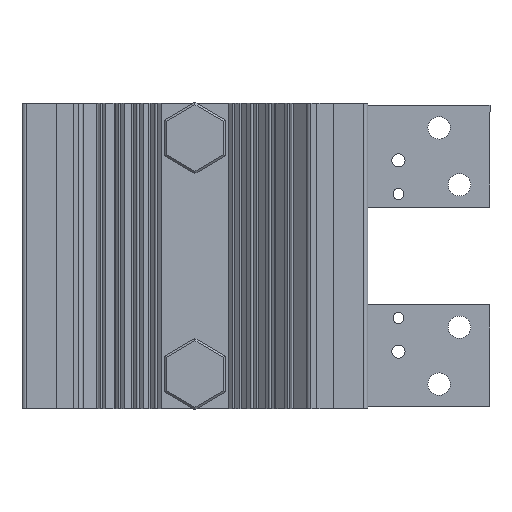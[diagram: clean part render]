
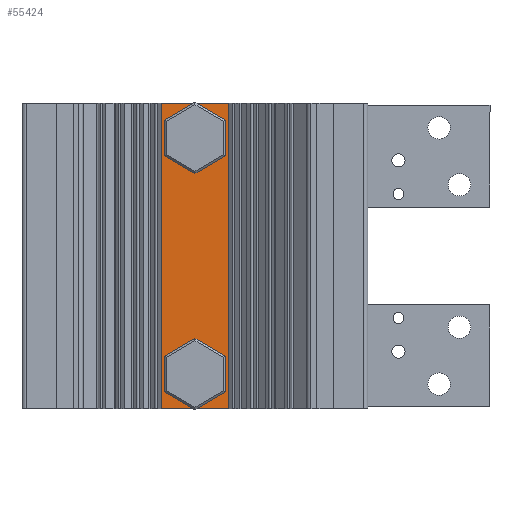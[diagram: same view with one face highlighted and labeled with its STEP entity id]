
A CAD part, front view. The second image highlights one B-rep face of the part: STEP entity #55424.
In plain terms, the highlighted planar face has unit normal (0, -1, 0).
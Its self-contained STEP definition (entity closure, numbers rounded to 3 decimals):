
#527 = AXIS2_PLACEMENT_3D ( 'NONE', #36718, #23789, #42128 ) ;
#835 = DIRECTION ( 'NONE',  ( 0., 0., 1. ) ) ;
#1364 = CARTESIAN_POINT ( 'NONE',  ( -16.537, -19.549, 75. ) ) ;
#2436 = DIRECTION ( 'NONE',  ( 0., 1., 0. ) ) ;
#3386 = DIRECTION ( 'NONE',  ( 1., 0., 0. ) ) ;
#4662 = ORIENTED_EDGE ( 'NONE', *, *, #9789, .T. ) ;
#5236 = DIRECTION ( 'NONE',  ( 0., 1., 0. ) ) ;
#6385 = VERTEX_POINT ( 'NONE', #49220 ) ;
#8839 = CARTESIAN_POINT ( 'NONE',  ( -16.537, -19.549, -75. ) ) ;
#9131 = DIRECTION ( 'NONE',  ( 0., 0., -1. ) ) ;
#9789 = EDGE_CURVE ( 'NONE', #45647, #33120, #15550, .T. ) ;
#11362 = DIRECTION ( 'NONE',  ( 0., 1., 0. ) ) ;
#11969 = LINE ( 'NONE', #28805, #34993 ) ;
#13020 = CARTESIAN_POINT ( 'NONE',  ( 16.537, -19.549, 75. ) ) ;
#13353 = FACE_BOUND ( 'NONE', #23507, .T. ) ;
#13455 = EDGE_LOOP ( 'NONE', ( #4662, #51476, #54985, #46495 ) ) ;
#14815 = AXIS2_PLACEMENT_3D ( 'NONE', #41655, #5236, #835 ) ;
#15087 = ORIENTED_EDGE ( 'NONE', *, *, #44133, .T. ) ;
#15419 = VERTEX_POINT ( 'NONE', #1364 ) ;
#15550 = LINE ( 'NONE', #39956, #22020 ) ;
#15804 = EDGE_CURVE ( 'NONE', #52150, #33120, #26751, .T. ) ;
#16203 = AXIS2_PLACEMENT_3D ( 'NONE', #29630, #11362, #52727 ) ;
#17162 = EDGE_CURVE ( 'NONE', #33785, #48264, #29319, .T. ) ;
#17935 = DIRECTION ( 'NONE',  ( 0., 1., 0. ) ) ;
#18370 = CARTESIAN_POINT ( 'NONE',  ( 16.537, -19.549, 75. ) ) ;
#19118 = EDGE_CURVE ( 'NONE', #15419, #45647, #59299, .T. ) ;
#20316 = EDGE_CURVE ( 'NONE', #37847, #6385, #58334, .T. ) ;
#20622 = ORIENTED_EDGE ( 'NONE', *, *, #17162, .T. ) ;
#21269 = FACE_OUTER_BOUND ( 'NONE', #13455, .T. ) ;
#21309 = EDGE_CURVE ( 'NONE', #6385, #37847, #54440, .T. ) ;
#21478 = CARTESIAN_POINT ( 'NONE',  ( -10.1, -19.549, 58. ) ) ;
#22020 = VECTOR ( 'NONE', #3386, 1000. ) ;
#22438 = CARTESIAN_POINT ( 'NONE',  ( 10.1, -19.549, 58. ) ) ;
#23507 = EDGE_LOOP ( 'NONE', ( #27680, #57347 ) ) ;
#23789 = DIRECTION ( 'NONE',  ( 0., 1., 0. ) ) ;
#26751 = LINE ( 'NONE', #18370, #58295 ) ;
#27641 = CARTESIAN_POINT ( 'NONE',  ( 16.537, -19.549, -75. ) ) ;
#27680 = ORIENTED_EDGE ( 'NONE', *, *, #21309, .T. ) ;
#28805 = CARTESIAN_POINT ( 'NONE',  ( -16.537, -19.549, 75. ) ) ;
#29319 = CIRCLE ( 'NONE', #14815, 10.1 ) ;
#29630 = CARTESIAN_POINT ( 'NONE',  ( 0., -19.549, -58. ) ) ;
#32858 = DIRECTION ( 'NONE',  ( 0., 0., -1. ) ) ;
#33120 = VERTEX_POINT ( 'NONE', #27641 ) ;
#33785 = VERTEX_POINT ( 'NONE', #22438 ) ;
#33957 = EDGE_CURVE ( 'NONE', #15419, #52150, #11969, .T. ) ;
#34589 = DIRECTION ( 'NONE',  ( 0., 0., 1. ) ) ;
#34993 = VECTOR ( 'NONE', #52132, 1000. ) ;
#36459 = CARTESIAN_POINT ( 'NONE',  ( -16.537, -19.549, 75. ) ) ;
#36718 = CARTESIAN_POINT ( 'NONE',  ( 0., -19.549, -58. ) ) ;
#37847 = VERTEX_POINT ( 'NONE', #49715 ) ;
#39956 = CARTESIAN_POINT ( 'NONE',  ( -16.537, -19.549, -75. ) ) ;
#41076 = CARTESIAN_POINT ( 'NONE',  ( -16.537, -19.549, 75. ) ) ;
#41655 = CARTESIAN_POINT ( 'NONE',  ( 0., -19.549, 58. ) ) ;
#42128 = DIRECTION ( 'NONE',  ( 0., 0., 1. ) ) ;
#42199 = EDGE_LOOP ( 'NONE', ( #20622, #15087 ) ) ;
#43165 = AXIS2_PLACEMENT_3D ( 'NONE', #41076, #17935, #55421 ) ;
#44133 = EDGE_CURVE ( 'NONE', #48264, #33785, #50564, .T. ) ;
#44515 = PLANE ( 'NONE',  #43165 ) ;
#45647 = VERTEX_POINT ( 'NONE', #8839 ) ;
#46459 = FACE_BOUND ( 'NONE', #42199, .T. ) ;
#46495 = ORIENTED_EDGE ( 'NONE', *, *, #19118, .T. ) ;
#47249 = AXIS2_PLACEMENT_3D ( 'NONE', #52812, #2436, #34589 ) ;
#48264 = VERTEX_POINT ( 'NONE', #21478 ) ;
#49220 = CARTESIAN_POINT ( 'NONE',  ( 10.1, -19.549, -58. ) ) ;
#49715 = CARTESIAN_POINT ( 'NONE',  ( -10.1, -19.549, -58. ) ) ;
#50564 = CIRCLE ( 'NONE', #47249, 10.1 ) ;
#51476 = ORIENTED_EDGE ( 'NONE', *, *, #15804, .F. ) ;
#52132 = DIRECTION ( 'NONE',  ( 1., 0., 0. ) ) ;
#52150 = VERTEX_POINT ( 'NONE', #13020 ) ;
#52727 = DIRECTION ( 'NONE',  ( 0., 0., 1. ) ) ;
#52812 = CARTESIAN_POINT ( 'NONE',  ( 0., -19.549, 58. ) ) ;
#54440 = CIRCLE ( 'NONE', #16203, 10.1 ) ;
#54985 = ORIENTED_EDGE ( 'NONE', *, *, #33957, .F. ) ;
#55421 = DIRECTION ( 'NONE',  ( 0., 0., 1. ) ) ;
#55424 = ADVANCED_FACE ( 'NONE', ( #13353, #46459, #21269 ), #44515, .F. ) ;
#57194 = VECTOR ( 'NONE', #9131, 1000. ) ;
#57347 = ORIENTED_EDGE ( 'NONE', *, *, #20316, .T. ) ;
#58295 = VECTOR ( 'NONE', #32858, 1000. ) ;
#58334 = CIRCLE ( 'NONE', #527, 10.1 ) ;
#59299 = LINE ( 'NONE', #36459, #57194 ) ;
